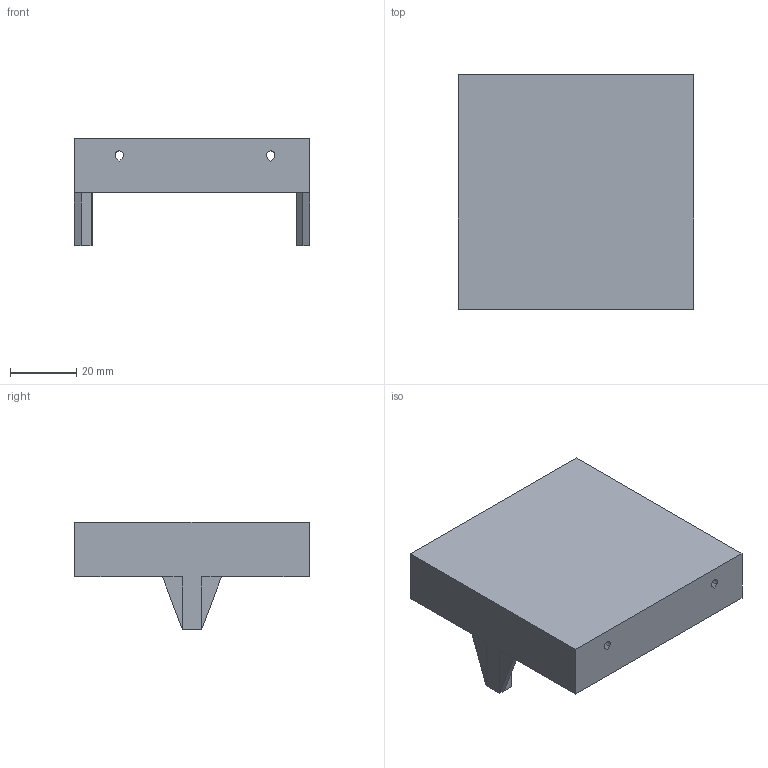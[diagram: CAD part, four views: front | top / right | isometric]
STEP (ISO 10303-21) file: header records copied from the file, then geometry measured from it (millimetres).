
FILE_DESCRIPTION(/* description */ (''),/* implementation_level */ '2;1');
FILE_NAME(/* name */ 'clip2 v8.step',/* time_stamp */ '2019-03-09T23:52:50-05:00',/* author */ (''),/* organization */ (''),/* preprocessor_version */ 'ST-DEVELOPER v17.2',/* originating_system */ 'Autodesk Translation Framework v7.6.0.251',/* authorisation */ '');
FILE_SCHEMA (('AUTOMOTIVE_DESIGN { 1 0 10303 214 3 1 1 }'));
Length unit declared in the file: millimetre
Products named in the file (1): clip2
Bounding box: 71 x 70.8 x 32.5 mm (x, y, z)
Volume: 26895.6 mm3; surface area: 20900.6 mm2
Topology: 1 solids, 1 shells, 100 faces, 282 edges, 184 vertices
Faces by surface type: plane 92, cylinder 8
Entity records: 3215 total; most frequent: CARTESIAN_POINT 567, ORIENTED_EDGE 564, DIRECTION 500, EDGE_CURVE 282, LINE 266, VECTOR 266, VERTEX_POINT 184, AXIS2_PLACEMENT_3D 117
